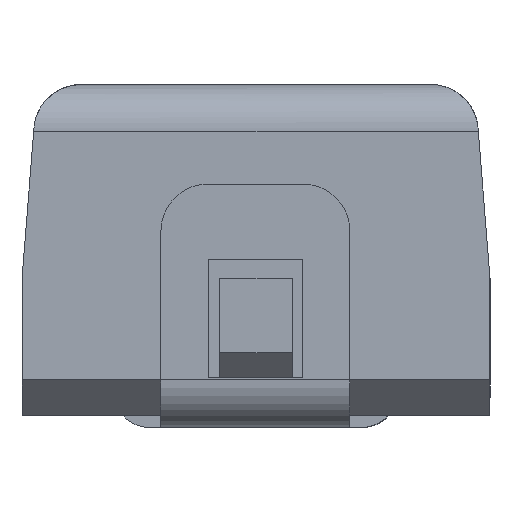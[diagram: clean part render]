
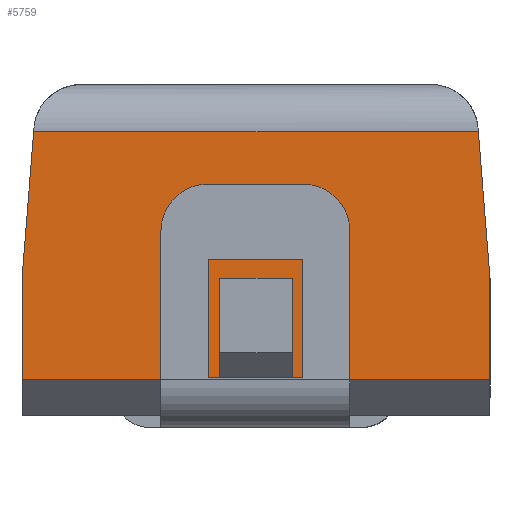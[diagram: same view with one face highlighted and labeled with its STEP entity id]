
A CAD part, left-side view. The second image highlights one B-rep face of the part: STEP entity #5759.
In plain terms, the highlighted planar face has unit normal (-1, 0, 0).
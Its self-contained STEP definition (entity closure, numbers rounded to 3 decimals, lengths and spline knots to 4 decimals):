
#363=FACE_OUTER_BOUND('',#688,.T.);
#688=EDGE_LOOP('',(#4251,#4252,#4253,#4254,#4255,#4256,#4257,#4258,#4259,
#4260));
#1231=LINE('',#8992,#1923);
#1235=LINE('',#8999,#1927);
#1251=LINE('',#9030,#1943);
#1254=LINE('',#9036,#1946);
#1255=LINE('',#9039,#1947);
#1256=LINE('',#9040,#1948);
#1257=LINE('',#9042,#1949);
#1258=LINE('',#9044,#1950);
#1259=LINE('',#9046,#1951);
#1260=LINE('',#9047,#1952);
#1923=VECTOR('',#6849,10.);
#1927=VECTOR('',#6853,10.);
#1943=VECTOR('',#6877,10.);
#1946=VECTOR('',#6882,10.);
#1947=VECTOR('',#6885,10.);
#1948=VECTOR('',#6886,10.);
#1949=VECTOR('',#6887,10.);
#1950=VECTOR('',#6888,10.);
#1951=VECTOR('',#6889,10.);
#1952=VECTOR('',#6890,10.);
#2586=VERTEX_POINT('',#8987);
#2587=VERTEX_POINT('',#8989);
#2588=VERTEX_POINT('',#8991);
#2591=VERTEX_POINT('',#8997);
#2602=VERTEX_POINT('',#9028);
#2604=VERTEX_POINT('',#9034);
#2605=VERTEX_POINT('',#9038);
#2606=VERTEX_POINT('',#9041);
#2607=VERTEX_POINT('',#9043);
#2608=VERTEX_POINT('',#9045);
#3211=EDGE_CURVE('',#2588,#2587,#1231,.T.);
#3215=EDGE_CURVE('',#2586,#2591,#1235,.T.);
#3231=EDGE_CURVE('',#2587,#2602,#1251,.T.);
#3234=EDGE_CURVE('',#2591,#2604,#1254,.T.);
#3235=EDGE_CURVE('',#2604,#2605,#1255,.T.);
#3236=EDGE_CURVE('',#2605,#2588,#1256,.T.);
#3237=EDGE_CURVE('',#2602,#2606,#1257,.T.);
#3238=EDGE_CURVE('',#2607,#2606,#1258,.T.);
#3239=EDGE_CURVE('',#2607,#2608,#1259,.T.);
#3240=EDGE_CURVE('',#2586,#2608,#1260,.T.);
#4251=ORIENTED_EDGE('',*,*,#3215,.T.);
#4252=ORIENTED_EDGE('',*,*,#3234,.T.);
#4253=ORIENTED_EDGE('',*,*,#3235,.T.);
#4254=ORIENTED_EDGE('',*,*,#3236,.T.);
#4255=ORIENTED_EDGE('',*,*,#3211,.T.);
#4256=ORIENTED_EDGE('',*,*,#3231,.T.);
#4257=ORIENTED_EDGE('',*,*,#3237,.T.);
#4258=ORIENTED_EDGE('',*,*,#3238,.F.);
#4259=ORIENTED_EDGE('',*,*,#3239,.T.);
#4260=ORIENTED_EDGE('',*,*,#3240,.F.);
#5501=PLANE('',#6138);
#5759=ADVANCED_FACE('',(#363),#5501,.T.);
#6138=AXIS2_PLACEMENT_3D('',#9037,#6883,#6884);
#6849=DIRECTION('',(0.,-1.,0.));
#6853=DIRECTION('',(0.,-1.,0.));
#6877=DIRECTION('',(0.,0.,1.));
#6882=DIRECTION('',(0.,0.,1.));
#6883=DIRECTION('center_axis',(-1.,0.,0.));
#6884=DIRECTION('ref_axis',(0.,0.,1.));
#6885=DIRECTION('',(0.,-1.,0.));
#6886=DIRECTION('',(0.,0.,-1.));
#6887=DIRECTION('',(0.,0.079,0.997));
#6888=DIRECTION('',(0.,-1.,0.));
#6889=DIRECTION('',(0.,0.079,-0.997));
#6890=DIRECTION('',(0.,0.,1.));
#8987=CARTESIAN_POINT('',(-4.699,2.515,0.381));
#8989=CARTESIAN_POINT('',(-4.699,-2.515,0.381));
#8991=CARTESIAN_POINT('',(-4.699,-0.3873,0.381));
#8992=CARTESIAN_POINT('',(-4.699,-2.515,0.381));
#8997=CARTESIAN_POINT('',(-4.699,0.3873,0.381));
#8999=CARTESIAN_POINT('',(-4.699,-2.515,0.381));
#9028=CARTESIAN_POINT('',(-4.699,-2.515,1.473));
#9030=CARTESIAN_POINT('',(-4.699,-2.515,0.));
#9034=CARTESIAN_POINT('',(-4.699,0.3873,1.473));
#9036=CARTESIAN_POINT('',(-4.699,0.3873,0.));
#9037=CARTESIAN_POINT('Origin',(-4.699,-2.515,0.));
#9038=CARTESIAN_POINT('',(-4.699,-0.3873,1.473));
#9039=CARTESIAN_POINT('',(-4.699,-1.2575,1.473));
#9040=CARTESIAN_POINT('',(-4.699,-0.3873,0.));
#9041=CARTESIAN_POINT('',(-4.699,-2.3896,3.048));
#9042=CARTESIAN_POINT('',(-4.699,-2.5733,0.7411));
#9043=CARTESIAN_POINT('',(-4.699,2.3896,3.048));
#9044=CARTESIAN_POINT('',(-4.699,-1.2575,3.048));
#9045=CARTESIAN_POINT('',(-4.699,2.515,1.473));
#9046=CARTESIAN_POINT('',(-4.699,2.4931,1.7478));
#9047=CARTESIAN_POINT('',(-4.699,2.515,0.));
